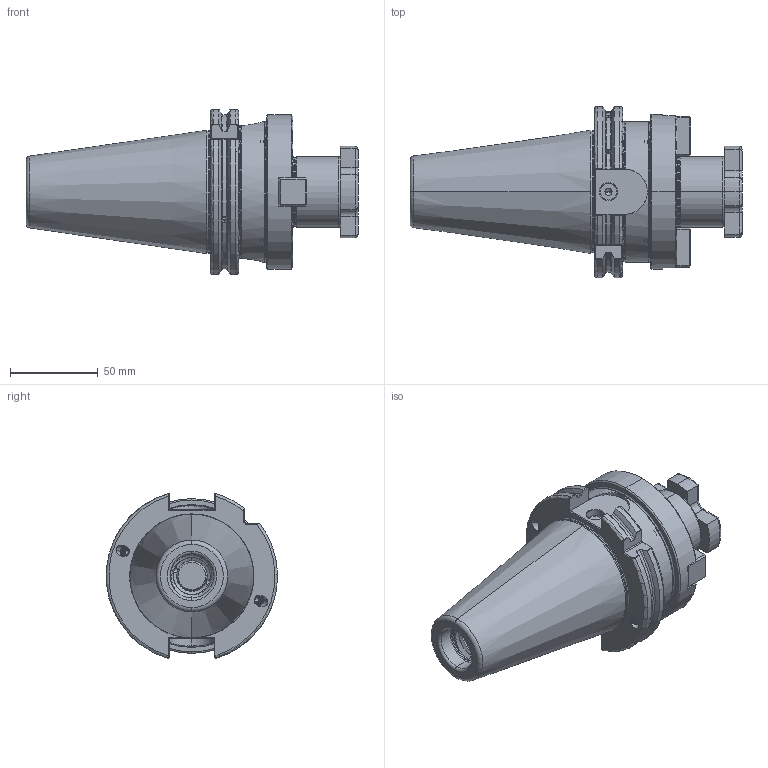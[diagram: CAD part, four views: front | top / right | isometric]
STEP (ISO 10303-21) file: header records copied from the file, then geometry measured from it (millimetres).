
FILE_DESCRIPTION (( 'STEP AP203' ), '1' );
FILE_NAME ('503.11.40.STEP', '2016-07-23T05:50:22', ( '' ), ( '' ), 'SwSTEP 2.0', 'SolidWorks 2012', '' );
FILE_SCHEMA (( 'CONFIG_CONTROL_DESIGN' ));
Length unit declared in the file: millimetre
Products named in the file (5): 503.11.40; 102.11.32_M5xP0.8-14L; 面銑刀墊塊40; 十字螺絲FMB40
Assembly tree (6 placements, depth 2):
  503.11.40
    503.11.40
    十字螺絲FMB40
    面銑刀墊塊40  x2
    102.11.32_M5xP0.8-14L  x2
Bounding box: 188.75 x 97.32 x 93.81 mm (x, y, z)
Volume: 519910.3 mm3; surface area: 86882.6 mm2
Topology: 6 solids, 6 shells, 791 faces, 2118 edges, 1323 vertices
Faces by surface type: cylinder 392, plane 166, cone 98, torus 71, bspline 64
Entity records: 52408 total; most frequent: CARTESIAN_POINT 36736, ORIENTED_EDGE 3700, DIRECTION 2624, EDGE_CURVE 1850, VERTEX_POINT 1178, AXIS2_PLACEMENT_3D 1002, EDGE_LOOP 718, FACE_OUTER_BOUND 691
